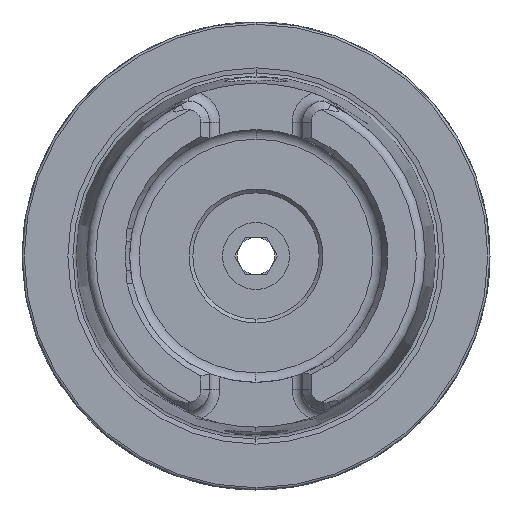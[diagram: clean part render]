
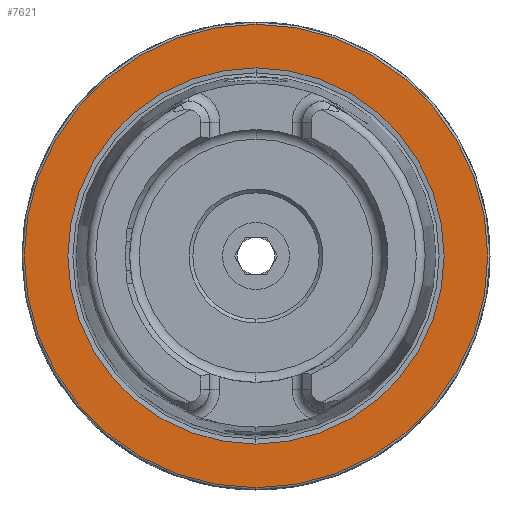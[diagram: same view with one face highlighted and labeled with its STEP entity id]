
A CAD part, left-side view. The second image highlights one B-rep face of the part: STEP entity #7621.
In plain terms, the highlighted planar face has unit normal (-1, 0, 0).
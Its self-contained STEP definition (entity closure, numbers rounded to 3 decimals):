
#132 = ORIENTED_EDGE ( 'NONE', *, *, #6111, .F. ) ;
#155 = ORIENTED_EDGE ( 'NONE', *, *, #7236, .F. ) ;
#221 = EDGE_LOOP ( 'NONE', ( #253, #262 ) ) ;
#253 = ORIENTED_EDGE ( 'NONE', *, *, #7242, .T. ) ;
#262 = ORIENTED_EDGE ( 'NONE', *, *, #7177, .T. ) ;
#424 = EDGE_LOOP ( 'NONE', ( #132, #155 ) ) ;
#2834 = AXIS2_PLACEMENT_3D ( 'NONE', #5561, #5562, #5568 ) ;
#3415 = VERTEX_POINT ( 'NONE', #6431 ) ;
#3416 = VERTEX_POINT ( 'NONE', #6430 ) ;
#3418 = VERTEX_POINT ( 'NONE', #6428 ) ;
#3423 = VERTEX_POINT ( 'NONE', #6422 ) ;
#4034 = AXIS2_PLACEMENT_3D ( 'NONE', #9382, #9383, #9384 ) ;
#4039 = AXIS2_PLACEMENT_3D ( 'NONE', #9363, #9364, #9365 ) ;
#4051 = AXIS2_PLACEMENT_3D ( 'NONE', #9101, #9102, #9103 ) ;
#4300 = CIRCLE ( 'NONE', #2834, 25.324 ) ;
#4837 = DIRECTION ( 'NONE',  ( 1., 0., 0. ) ) ;
#4838 = CARTESIAN_POINT ( 'NONE',  ( 0., 31.2, 0. ) ) ;
#4840 = PLANE ( 'NONE',  #6770 ) ;
#4842 = DIRECTION ( 'NONE',  ( 0., 0., -1. ) ) ;
#5561 = CARTESIAN_POINT ( 'NONE',  ( 0., 0., 0. ) ) ;
#5562 = DIRECTION ( 'NONE',  ( -1., 0., 0. ) ) ;
#5568 = DIRECTION ( 'NONE',  ( 0., 0., 1. ) ) ;
#6111 = EDGE_CURVE ( 'NONE', #3418, #3423, #4300, .T. ) ;
#6422 = CARTESIAN_POINT ( 'NONE',  ( 0., 0., -25.324 ) ) ;
#6428 = CARTESIAN_POINT ( 'NONE',  ( 0., 0., 25.324 ) ) ;
#6430 = CARTESIAN_POINT ( 'NONE',  ( 0., 0., 31.2 ) ) ;
#6431 = CARTESIAN_POINT ( 'NONE',  ( 0., 0., -31.2 ) ) ;
#6770 = AXIS2_PLACEMENT_3D ( 'NONE', #4838, #4837, #4842 ) ;
#7177 = EDGE_CURVE ( 'NONE', #3415, #3416, #7339, .T. ) ;
#7236 = EDGE_CURVE ( 'NONE', #3423, #3418, #7299, .T. ) ;
#7242 = EDGE_CURVE ( 'NONE', #3416, #3415, #7285, .T. ) ;
#7285 = CIRCLE ( 'NONE', #4034, 31.2 ) ;
#7299 = CIRCLE ( 'NONE', #4039, 25.324 ) ;
#7339 = CIRCLE ( 'NONE', #4051, 31.2 ) ;
#7394 = FACE_BOUND ( 'NONE', #424, .T. ) ;
#7399 = FACE_OUTER_BOUND ( 'NONE', #221, .T. ) ;
#7621 = ADVANCED_FACE ( 'NONE', ( #7394, #7399 ), #4840, .F. ) ;
#9101 = CARTESIAN_POINT ( 'NONE',  ( 0., 0., 0. ) ) ;
#9102 = DIRECTION ( 'NONE',  ( -1., 0., 0. ) ) ;
#9103 = DIRECTION ( 'NONE',  ( 0., 0., 1. ) ) ;
#9363 = CARTESIAN_POINT ( 'NONE',  ( 0., 0., 0. ) ) ;
#9364 = DIRECTION ( 'NONE',  ( -1., 0., 0. ) ) ;
#9365 = DIRECTION ( 'NONE',  ( 0., 0., 1. ) ) ;
#9382 = CARTESIAN_POINT ( 'NONE',  ( 0., 0., 0. ) ) ;
#9383 = DIRECTION ( 'NONE',  ( -1., 0., 0. ) ) ;
#9384 = DIRECTION ( 'NONE',  ( 0., 0., 1. ) ) ;
